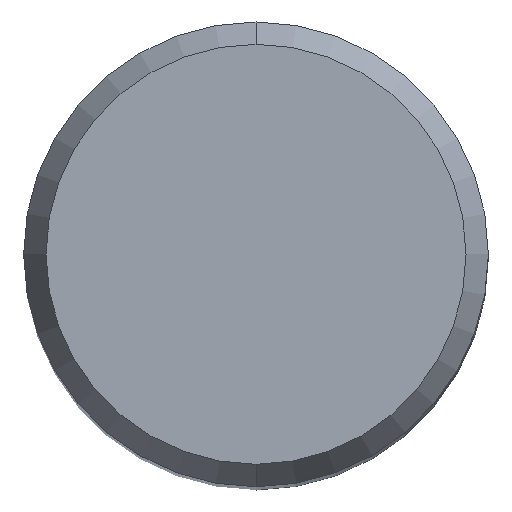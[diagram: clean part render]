
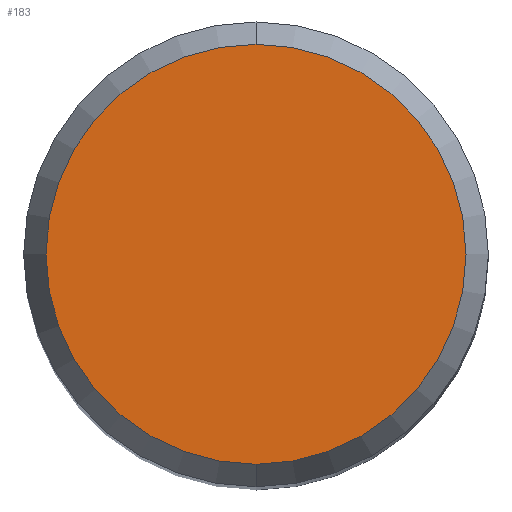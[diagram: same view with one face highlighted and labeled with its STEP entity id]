
A CAD part, top view. The second image highlights one B-rep face of the part: STEP entity #183.
In plain terms, the highlighted planar face has unit normal (0, 0, 1).
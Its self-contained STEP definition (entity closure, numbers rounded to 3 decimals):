
#177=EDGE_CURVE('',#231,#281,#387,.T.);
#183=ADVANCED_FACE('',(#394),#395,.T.);
#231=VERTEX_POINT('',#448);
#281=VERTEX_POINT('',#506);
#283=EDGE_CURVE('',#281,#231,#508,.T.);
#387=CIRCLE('',#626,4.304);
#394=FACE_OUTER_BOUND('',#634,.T.);
#395=PLANE('',#635);
#448=CARTESIAN_POINT('',(0.,-4.304,0.01));
#506=CARTESIAN_POINT('',(0.0,4.304,0.01));
#508=CIRCLE('',#775,4.304);
#626=AXIS2_PLACEMENT_3D('',#893,#894,#895);
#634=EDGE_LOOP('',(#908,#909));
#635=AXIS2_PLACEMENT_3D('',#910,#911,#912);
#775=AXIS2_PLACEMENT_3D('',#1046,#1047,#1048);
#893=CARTESIAN_POINT('',(0.0,0.0,0.01));
#894=DIRECTION('',(0.0,0.0,-1.0));
#895=DIRECTION('',(0.0,1.0,0.0));
#908=ORIENTED_EDGE('',*,*,#283,.F.);
#909=ORIENTED_EDGE('',*,*,#177,.F.);
#910=CARTESIAN_POINT('',(0.0,2.152,0.01));
#911=DIRECTION('',(-0.0,0.0,1.0));
#912=DIRECTION('',(0.0,-1.0,0.0));
#1046=CARTESIAN_POINT('',(0.0,0.0,0.01));
#1047=DIRECTION('',(0.0,0.0,-1.0));
#1048=DIRECTION('',(0.0,1.0,0.0));
